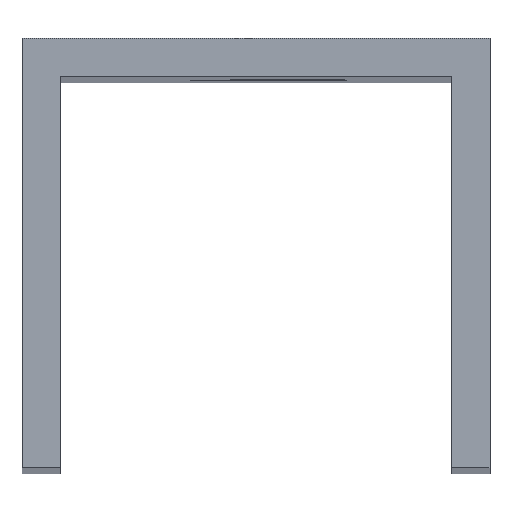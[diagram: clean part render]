
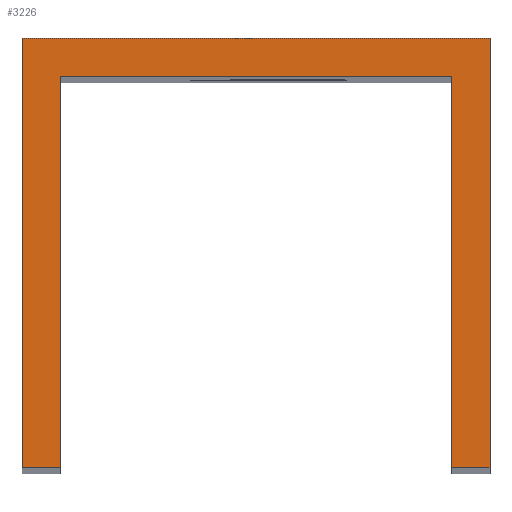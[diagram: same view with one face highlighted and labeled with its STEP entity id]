
A CAD part, top view. The second image highlights one B-rep face of the part: STEP entity #3226.
In plain terms, the highlighted planar face has unit normal (0, 0, 1).
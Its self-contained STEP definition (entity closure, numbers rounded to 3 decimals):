
#302=FACE_OUTER_BOUND('',#485,.T.);
#485=EDGE_LOOP('',(#2970,#2971,#2972,#2973,#2974,#2975,#2976,#2977));
#738=LINE('',#6393,#1011);
#741=LINE('',#6399,#1014);
#744=LINE('',#6405,#1017);
#747=LINE('',#6411,#1020);
#750=LINE('',#6417,#1023);
#753=LINE('',#6423,#1026);
#756=LINE('',#6429,#1029);
#759=LINE('',#6433,#1032);
#1011=VECTOR('',#3691,10.);
#1014=VECTOR('',#3696,10.);
#1017=VECTOR('',#3701,10.);
#1020=VECTOR('',#3706,10.);
#1023=VECTOR('',#3711,10.);
#1026=VECTOR('',#3716,10.);
#1029=VECTOR('',#3721,10.);
#1032=VECTOR('',#3726,10.);
#1541=VERTEX_POINT('',#6390);
#1542=VERTEX_POINT('',#6392);
#1544=VERTEX_POINT('',#6398);
#1546=VERTEX_POINT('',#6404);
#1548=VERTEX_POINT('',#6410);
#1550=VERTEX_POINT('',#6416);
#1552=VERTEX_POINT('',#6422);
#1554=VERTEX_POINT('',#6428);
#2010=EDGE_CURVE('',#1542,#1541,#738,.T.);
#2013=EDGE_CURVE('',#1544,#1542,#741,.T.);
#2016=EDGE_CURVE('',#1546,#1544,#744,.T.);
#2019=EDGE_CURVE('',#1548,#1546,#747,.T.);
#2022=EDGE_CURVE('',#1550,#1548,#750,.T.);
#2025=EDGE_CURVE('',#1552,#1550,#753,.T.);
#2028=EDGE_CURVE('',#1554,#1552,#756,.T.);
#2031=EDGE_CURVE('',#1541,#1554,#759,.T.);
#2970=ORIENTED_EDGE('',*,*,#2031,.T.);
#2971=ORIENTED_EDGE('',*,*,#2028,.T.);
#2972=ORIENTED_EDGE('',*,*,#2025,.T.);
#2973=ORIENTED_EDGE('',*,*,#2022,.T.);
#2974=ORIENTED_EDGE('',*,*,#2019,.T.);
#2975=ORIENTED_EDGE('',*,*,#2016,.T.);
#2976=ORIENTED_EDGE('',*,*,#2013,.T.);
#2977=ORIENTED_EDGE('',*,*,#2010,.T.);
#3054=PLANE('',#3311);
#3226=ADVANCED_FACE('',(#302),#3054,.T.);
#3311=AXIS2_PLACEMENT_3D('',#6434,#3727,#3728);
#3691=DIRECTION('',(1.,0.,0.));
#3696=DIRECTION('',(0.,-1.,0.));
#3701=DIRECTION('',(1.,0.,0.));
#3706=DIRECTION('',(0.,1.,0.));
#3711=DIRECTION('',(1.,0.,0.));
#3716=DIRECTION('',(0.,-1.,0.));
#3721=DIRECTION('',(-1.,0.,0.));
#3726=DIRECTION('',(0.,1.,0.));
#3727=DIRECTION('center_axis',(0.,0.,1.));
#3728=DIRECTION('ref_axis',(1.,0.,0.));
#6390=CARTESIAN_POINT('',(22.2,-0.2,189.));
#6392=CARTESIAN_POINT('',(20.2,-0.2,189.));
#6393=CARTESIAN_POINT('',(22.2,-0.2,189.));
#6398=CARTESIAN_POINT('',(20.2,20.2,189.));
#6399=CARTESIAN_POINT('',(20.2,-0.2,189.));
#6404=CARTESIAN_POINT('',(-0.2,20.2,189.));
#6405=CARTESIAN_POINT('',(20.2,20.2,189.));
#6410=CARTESIAN_POINT('',(-0.2,-0.2,189.));
#6411=CARTESIAN_POINT('',(-0.2,20.2,189.));
#6416=CARTESIAN_POINT('',(-2.2,-0.2,189.));
#6417=CARTESIAN_POINT('',(-0.2,-0.2,189.));
#6422=CARTESIAN_POINT('',(-2.2,22.2,189.));
#6423=CARTESIAN_POINT('',(-2.2,-0.2,189.));
#6428=CARTESIAN_POINT('',(22.2,22.2,189.));
#6429=CARTESIAN_POINT('',(-2.2,22.2,189.));
#6433=CARTESIAN_POINT('',(22.2,22.2,189.));
#6434=CARTESIAN_POINT('Origin',(10.,11.,189.));
